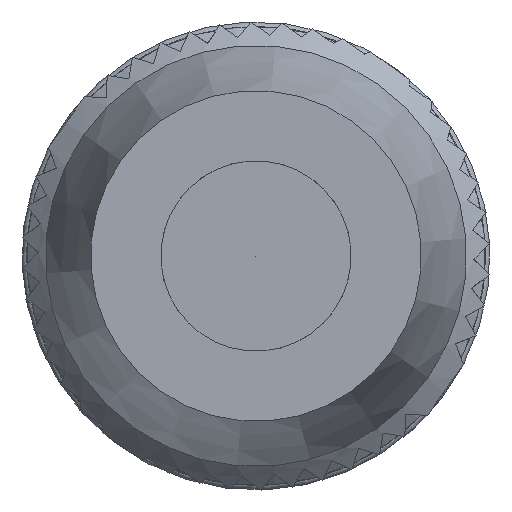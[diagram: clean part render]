
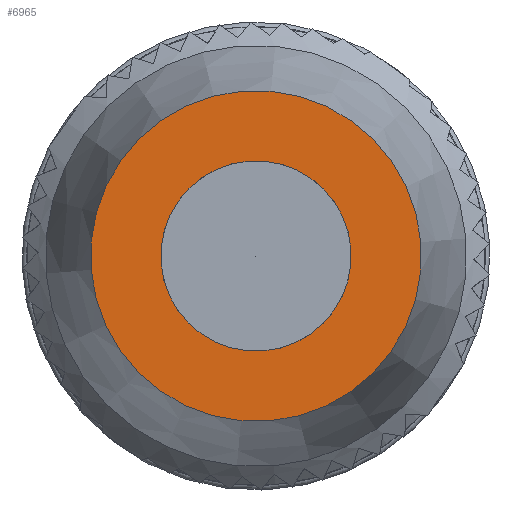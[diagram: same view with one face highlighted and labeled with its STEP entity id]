
A CAD part, left-side view. The second image highlights one B-rep face of the part: STEP entity #6965.
In plain terms, the highlighted planar face has unit normal (-1, 0, 0).
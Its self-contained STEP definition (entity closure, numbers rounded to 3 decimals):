
#1493=PLANE('',#7616);
#1659=FACE_BOUND('',#2354,.T.);
#1913=FACE_OUTER_BOUND('',#2353,.T.);
#2353=EDGE_LOOP('',(#5768));
#2354=EDGE_LOOP('',(#5769));
#2767=CIRCLE('',#7615,3.05);
#2768=CIRCLE('',#7617,5.3);
#3302=VERTEX_POINT('',#11417);
#3303=VERTEX_POINT('',#11420);
#4189=EDGE_CURVE('',#3302,#3302,#2767,.T.);
#4190=EDGE_CURVE('',#3303,#3303,#2768,.T.);
#5768=ORIENTED_EDGE('',*,*,#4190,.T.);
#5769=ORIENTED_EDGE('',*,*,#4189,.F.);
#6965=ADVANCED_FACE('',(#1913,#1659),#1493,.T.);
#7615=AXIS2_PLACEMENT_3D('',#11418,#9241,#9242);
#7616=AXIS2_PLACEMENT_3D('',#11419,#9243,#9244);
#7617=AXIS2_PLACEMENT_3D('',#11421,#9245,#9246);
#9241=DIRECTION('center_axis',(-1.,0.,0.));
#9242=DIRECTION('ref_axis',(0.,0.817,0.577));
#9243=DIRECTION('center_axis',(-1.,0.,0.));
#9244=DIRECTION('ref_axis',(0.,0.,1.));
#9245=DIRECTION('center_axis',(-1.,0.,0.));
#9246=DIRECTION('ref_axis',(0.,0.817,0.577));
#11417=CARTESIAN_POINT('',(-14.5,2.492,1.759));
#11418=CARTESIAN_POINT('Origin',(-14.5,0.,0.));
#11419=CARTESIAN_POINT('Origin',(-14.5,3.411,2.408));
#11420=CARTESIAN_POINT('',(-14.5,4.33,3.056));
#11421=CARTESIAN_POINT('Origin',(-14.5,0.,0.));
